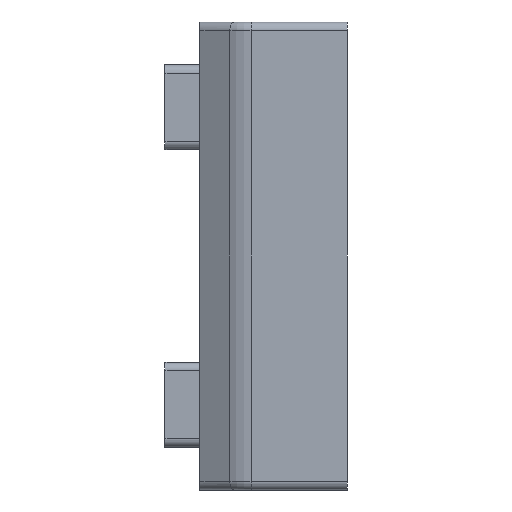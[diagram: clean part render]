
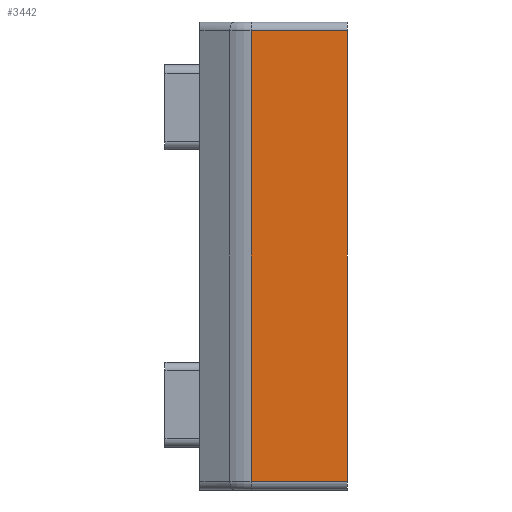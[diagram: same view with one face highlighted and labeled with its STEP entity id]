
A CAD part, front view. The second image highlights one B-rep face of the part: STEP entity #3442.
In plain terms, the highlighted planar face has unit normal (0, -1, 0).
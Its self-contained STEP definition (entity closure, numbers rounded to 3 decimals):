
#366 = DIRECTION ( 'NONE',  ( -1., 0., 0. ) ) ;
#454 = DIRECTION ( 'NONE',  ( 0., 0., -1. ) ) ;
#936 = VERTEX_POINT ( 'NONE', #1036 ) ;
#989 = EDGE_CURVE ( 'NONE', #7385, #6153, #1901, .T. ) ;
#1036 = CARTESIAN_POINT ( 'NONE',  ( 0., -32.5, 26.5 ) ) ;
#1061 = VECTOR ( 'NONE', #4235, 1000. ) ;
#1869 = CARTESIAN_POINT ( 'NONE',  ( -11.283, -32.5, -26.5 ) ) ;
#1901 = LINE ( 'NONE', #9412, #5934 ) ;
#2703 = CARTESIAN_POINT ( 'NONE',  ( -11.283, -32.5, 26.5 ) ) ;
#3221 = ORIENTED_EDGE ( 'NONE', *, *, #3695, .T. ) ;
#3442 = ADVANCED_FACE ( 'NONE', ( #9062 ), #7093, .F. ) ;
#3695 = EDGE_CURVE ( 'NONE', #6429, #6153, #9170, .T. ) ;
#4122 = DIRECTION ( 'NONE',  ( 0., 1., 0. ) ) ;
#4235 = DIRECTION ( 'NONE',  ( -1., 0., 0. ) ) ;
#4266 = CARTESIAN_POINT ( 'NONE',  ( 0., -32.5, -26.5 ) ) ;
#4864 = CARTESIAN_POINT ( 'NONE',  ( -11.283, -32.5, 27.5 ) ) ;
#4907 = EDGE_LOOP ( 'NONE', ( #7220, #5468, #3221, #7121 ) ) ;
#5139 = VECTOR ( 'NONE', #5640, 1000. ) ;
#5396 = AXIS2_PLACEMENT_3D ( 'NONE', #6375, #4122, #9421 ) ;
#5468 = ORIENTED_EDGE ( 'NONE', *, *, #8285, .T. ) ;
#5587 = VECTOR ( 'NONE', #454, 1000. ) ;
#5640 = DIRECTION ( 'NONE',  ( 0., 0., -1. ) ) ;
#5726 = CARTESIAN_POINT ( 'NONE',  ( 0., -32.5, 27.5 ) ) ;
#5934 = VECTOR ( 'NONE', #366, 1000. ) ;
#6153 = VERTEX_POINT ( 'NONE', #1869 ) ;
#6375 = CARTESIAN_POINT ( 'NONE',  ( 0., -32.5, 27.5 ) ) ;
#6429 = VERTEX_POINT ( 'NONE', #8516 ) ;
#7093 = PLANE ( 'NONE',  #5396 ) ;
#7121 = ORIENTED_EDGE ( 'NONE', *, *, #989, .F. ) ;
#7220 = ORIENTED_EDGE ( 'NONE', *, *, #7676, .F. ) ;
#7385 = VERTEX_POINT ( 'NONE', #4266 ) ;
#7676 = EDGE_CURVE ( 'NONE', #936, #7385, #9622, .T. ) ;
#8285 = EDGE_CURVE ( 'NONE', #936, #6429, #9091, .T. ) ;
#8516 = CARTESIAN_POINT ( 'NONE',  ( -11.283, -32.5, 26.5 ) ) ;
#9062 = FACE_OUTER_BOUND ( 'NONE', #4907, .T. ) ;
#9091 = LINE ( 'NONE', #2703, #1061 ) ;
#9170 = LINE ( 'NONE', #4864, #5139 ) ;
#9412 = CARTESIAN_POINT ( 'NONE',  ( -11.283, -32.5, -26.5 ) ) ;
#9421 = DIRECTION ( 'NONE',  ( 0., 0., 1. ) ) ;
#9622 = LINE ( 'NONE', #5726, #5587 ) ;
